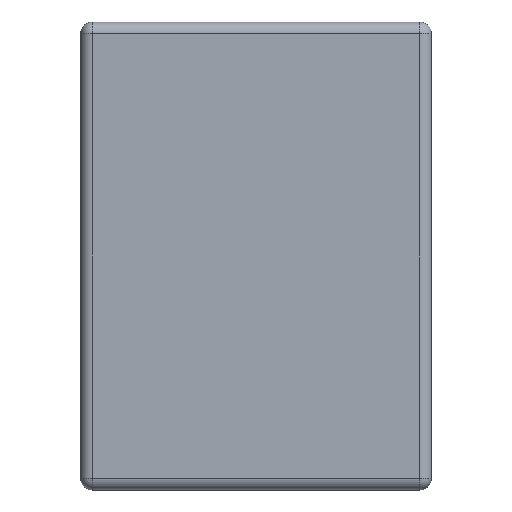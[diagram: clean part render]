
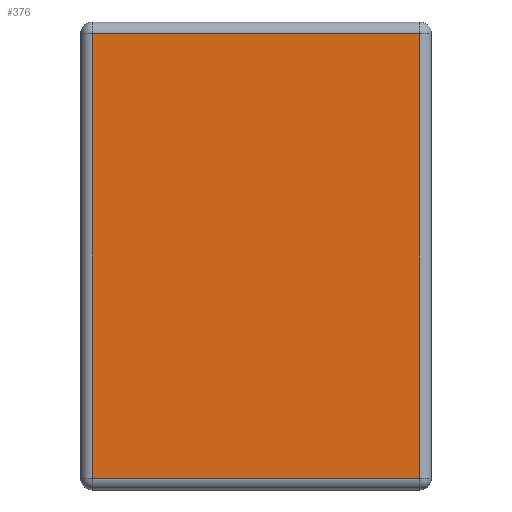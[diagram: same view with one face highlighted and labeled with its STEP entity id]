
A CAD part, front view. The second image highlights one B-rep face of the part: STEP entity #376.
In plain terms, the highlighted planar face has unit normal (0, -1, 0).
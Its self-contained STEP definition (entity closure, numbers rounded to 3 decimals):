
#40=LINE('',#626,#65);
#41=LINE('',#628,#66);
#42=LINE('',#630,#67);
#43=LINE('',#631,#68);
#65=VECTOR('',#484,10.);
#66=VECTOR('',#485,10.);
#67=VECTOR('',#486,10.);
#68=VECTOR('',#487,10.);
#91=FACE_OUTER_BOUND('',#120,.T.);
#120=EDGE_LOOP('',(#261,#262,#263,#264));
#179=VERTEX_POINT('',#624);
#180=VERTEX_POINT('',#625);
#181=VERTEX_POINT('',#627);
#182=VERTEX_POINT('',#629);
#207=EDGE_CURVE('',#179,#180,#40,.T.);
#208=EDGE_CURVE('',#181,#179,#41,.T.);
#209=EDGE_CURVE('',#182,#181,#42,.T.);
#210=EDGE_CURVE('',#180,#182,#43,.T.);
#261=ORIENTED_EDGE('',*,*,#207,.F.);
#262=ORIENTED_EDGE('',*,*,#208,.F.);
#263=ORIENTED_EDGE('',*,*,#209,.F.);
#264=ORIENTED_EDGE('',*,*,#210,.F.);
#369=PLANE('',#420);
#376=ADVANCED_FACE('',(#91),#369,.F.);
#420=AXIS2_PLACEMENT_3D('',#623,#482,#483);
#482=DIRECTION('center_axis',(0.,1.,0.));
#483=DIRECTION('ref_axis',(1.,0.,0.));
#484=DIRECTION('',(-1.,0.,0.));
#485=DIRECTION('',(0.,0.,-1.));
#486=DIRECTION('',(1.,0.,0.));
#487=DIRECTION('',(0.,0.,1.));
#623=CARTESIAN_POINT('Origin',(0.,0.,0.));
#624=CARTESIAN_POINT('',(1.4,0.,-1.9));
#625=CARTESIAN_POINT('',(-1.4,0.,-1.9));
#626=CARTESIAN_POINT('',(0.75,0.,-1.9));
#627=CARTESIAN_POINT('',(1.4,0.,1.9));
#628=CARTESIAN_POINT('',(1.4,0.,1.));
#629=CARTESIAN_POINT('',(-1.4,0.,1.9));
#630=CARTESIAN_POINT('',(-0.75,0.,1.9));
#631=CARTESIAN_POINT('',(-1.4,0.,-1.));
